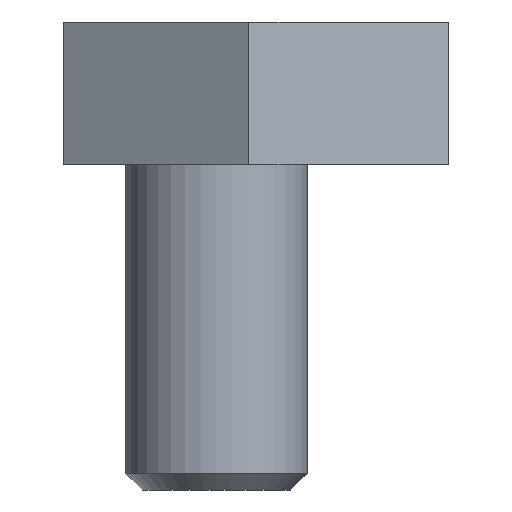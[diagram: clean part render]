
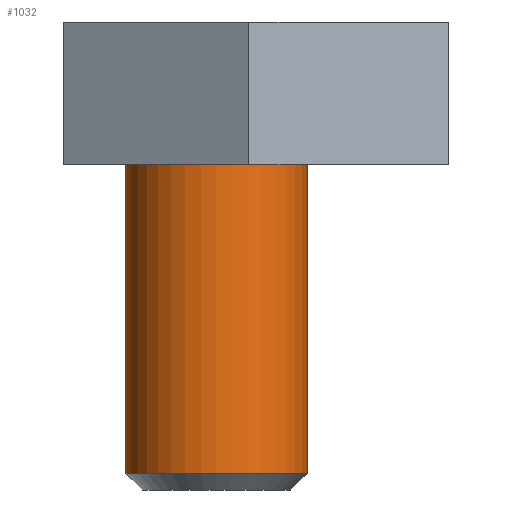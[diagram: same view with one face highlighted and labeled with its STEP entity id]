
A CAD part, left-side view. The second image highlights one B-rep face of the part: STEP entity #1032.
In plain terms, the highlighted cylindrical face has radius 6.35 mm (diameter 12.7 mm), a partial arc.
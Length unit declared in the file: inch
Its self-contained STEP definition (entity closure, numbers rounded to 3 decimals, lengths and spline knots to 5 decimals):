
#965 = EDGE_LOOP ( 'NONE', ( #966, #973, #1122, #1033 ) ) ;
#966 = ORIENTED_EDGE ( 'NONE', *, *, #967, .T. ) ;
#967 = EDGE_CURVE ( 'NONE', #968, #969, #4926, .T. ) ;
#968 = VERTEX_POINT ( 'NONE', #4921 ) ;
#969 = VERTEX_POINT ( 'NONE', #4920 ) ;
#973 = ORIENTED_EDGE ( 'NONE', *, *, #974, .T. ) ;
#974 = EDGE_CURVE ( 'NONE', #969, #1121, #4912, .T. ) ;
#1032 = ADVANCED_FACE ( 'NONE', ( #5411 ), #5410, .T. ) ;
#1033 = ORIENTED_EDGE ( 'NONE', *, *, #1034, .F. ) ;
#1034 = EDGE_CURVE ( 'NONE', #968, #1124, #5405, .T. ) ;
#1121 = VERTEX_POINT ( 'NONE', #5625 ) ;
#1122 = ORIENTED_EDGE ( 'NONE', *, *, #1123, .F. ) ;
#1123 = EDGE_CURVE ( 'NONE', #1124, #1121, #5626, .T. ) ;
#1124 = VERTEX_POINT ( 'NONE', #5638 ) ;
#4909 = DIRECTION ( 'NONE',  ( -1., 0., 0. ) ) ;
#4910 = VECTOR ( 'NONE', #4909, 39.37008 ) ;
#4911 = CARTESIAN_POINT ( 'NONE',  ( 0., 0., -0.25 ) ) ;
#4912 = LINE ( 'NONE', #4911, #4910 ) ;
#4920 = CARTESIAN_POINT ( 'NONE',  ( 1.2192, 0., -0.25 ) ) ;
#4921 = CARTESIAN_POINT ( 'NONE',  ( 1.2192, 0., 0.25 ) ) ;
#4922 = DIRECTION ( 'NONE',  ( 0., 0., 1. ) ) ;
#4923 = DIRECTION ( 'NONE',  ( -1., 0., 0. ) ) ;
#4924 = CARTESIAN_POINT ( 'NONE',  ( 1.2192, 0., 0. ) ) ;
#4925 = AXIS2_PLACEMENT_3D ( 'NONE', #4924, #4923, #4922 ) ;
#4926 = CIRCLE ( 'NONE', #4925, 0.25 ) ;
#5402 = DIRECTION ( 'NONE',  ( -1., 0., 0. ) ) ;
#5403 = VECTOR ( 'NONE', #5402, 39.37008 ) ;
#5404 = CARTESIAN_POINT ( 'NONE',  ( 0., 0., 0.25 ) ) ;
#5405 = LINE ( 'NONE', #5404, #5403 ) ;
#5406 = DIRECTION ( 'NONE',  ( 0., 0., 1. ) ) ;
#5407 = DIRECTION ( 'NONE',  ( -1., 0., 0. ) ) ;
#5408 = CARTESIAN_POINT ( 'NONE',  ( 0., 0., 0. ) ) ;
#5409 = AXIS2_PLACEMENT_3D ( 'NONE', #5408, #5407, #5406 ) ;
#5410 = CYLINDRICAL_SURFACE ( 'NONE', #5409, 0.25 ) ;
#5411 = FACE_OUTER_BOUND ( 'NONE', #965, .T. ) ;
#5625 = CARTESIAN_POINT ( 'NONE',  ( 0.265, 0., -0.25 ) ) ;
#5626 = CIRCLE ( 'NONE', #5637, 0.25 ) ;
#5634 = DIRECTION ( 'NONE',  ( 0., 0., 1. ) ) ;
#5635 = DIRECTION ( 'NONE',  ( -1., 0., 0. ) ) ;
#5636 = CARTESIAN_POINT ( 'NONE',  ( 0.265, 0., 0. ) ) ;
#5637 = AXIS2_PLACEMENT_3D ( 'NONE', #5636, #5635, #5634 ) ;
#5638 = CARTESIAN_POINT ( 'NONE',  ( 0.265, 0., 0.25 ) ) ;
